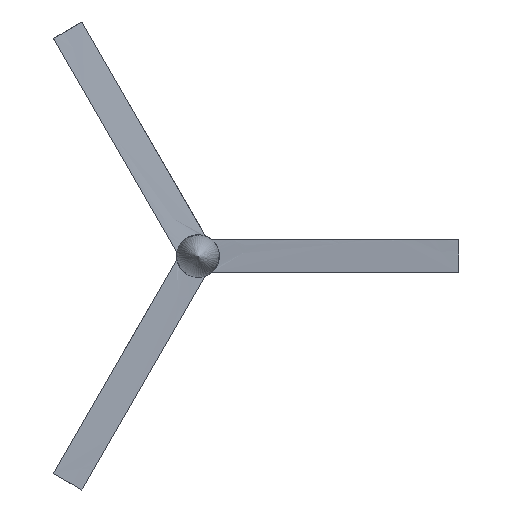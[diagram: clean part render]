
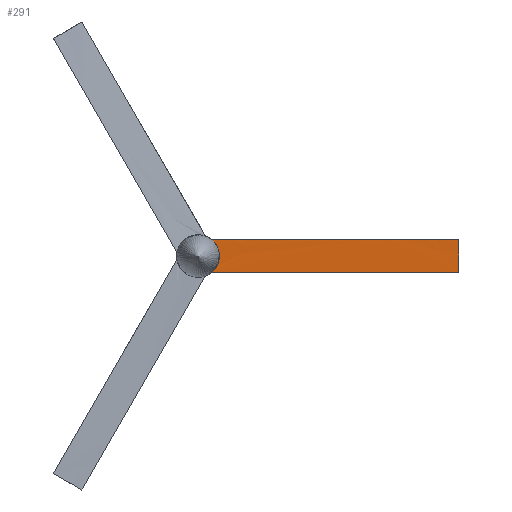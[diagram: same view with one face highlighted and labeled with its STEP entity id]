
A CAD part, front view. The second image highlights one B-rep face of the part: STEP entity #291.
In plain terms, the highlighted free-form (B-spline) face has degree [3, 1] with [10, 2] control points.
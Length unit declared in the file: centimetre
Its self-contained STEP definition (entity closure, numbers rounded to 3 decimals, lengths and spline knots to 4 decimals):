
#31=B_SPLINE_CURVE_WITH_KNOTS('',3,(#516,#517,#518,#519,#520,#521,#522,
#523,#524,#525,#526,#527,#528,#529,#530,#531,#532,#533,#534),
 .UNSPECIFIED.,.F.,.F.,(4,1,1,1,1,1,1,1,1,1,1,1,1,1,1,1,4),(0.,0.0022,
0.0032,0.0043,0.0054,0.0059,
0.0065,0.007,0.0075,0.0078,
0.0081,0.0082,0.0084,0.0085,
0.0086,0.0086,0.0086),
 .UNSPECIFIED.);
#32=B_SPLINE_CURVE_WITH_KNOTS('',3,(#536,#537,#538,#539,#540,#541,#542,
#543),.UNSPECIFIED.,.F.,.F.,(4,1,1,1,1,4),(0.,0.0018,0.0036,
0.0055,0.0064,0.0073),
 .UNSPECIFIED.);
#33=B_SPLINE_CURVE_WITH_KNOTS('',6,(#544,#545,#546,#547,#548,#549,#550),
 .UNSPECIFIED.,.F.,.F.,(7,7),(0.,1.),.PIECEWISE_BEZIER_KNOTS.);
#47=B_SPLINE_SURFACE_WITH_KNOTS('',3,1,((#496,#497),(#498,#499),(#500,#501),
(#502,#503),(#504,#505),(#506,#507),(#508,#509),(#510,#511),(#512,#513),
(#514,#515)),.SURF_OF_LINEAR_EXTRUSION.,.F.,.F.,.F.,(4,1,1,1,1,1,1,4),(2,
2),(0.,0.125,0.25,0.375,0.5,0.625,0.75,1.),(0.,1.),.UNSPECIFIED.);
#57=LINE('',#437,#69);
#58=LINE('',#487,#70);
#69=VECTOR('',#376,100.);
#70=VECTOR('',#377,100.);
#88=ORIENTED_EDGE('',*,*,#165,.F.);
#89=ORIENTED_EDGE('',*,*,#166,.T.);
#90=ORIENTED_EDGE('',*,*,#160,.F.);
#91=ORIENTED_EDGE('',*,*,#167,.F.);
#92=ORIENTED_EDGE('',*,*,#163,.T.);
#160=EDGE_CURVE('',#199,#197,#57,.T.);
#163=EDGE_CURVE('',#202,#201,#58,.T.);
#165=EDGE_CURVE('',#203,#201,#31,.T.);
#166=EDGE_CURVE('',#203,#197,#32,.T.);
#167=EDGE_CURVE('',#202,#199,#33,.T.);
#197=VERTEX_POINT('',#432);
#199=VERTEX_POINT('',#436);
#201=VERTEX_POINT('',#486);
#202=VERTEX_POINT('',#488);
#203=VERTEX_POINT('',#535);
#231=EDGE_LOOP('',(#88,#89,#90,#91,#92));
#255=FACE_BOUND('',#231,.T.);
#291=ADVANCED_FACE('',(#255),#47,.F.);
#376=DIRECTION('',(-1.,0.,0.));
#377=DIRECTION('',(-1.,0.,0.));
#432=CARTESIAN_POINT('',(0.5665,-12.2904,11.6344));
#436=CARTESIAN_POINT('',(11.,-12.2904,11.6344));
#437=CARTESIAN_POINT('',(11.,-12.2904,11.6344));
#486=CARTESIAN_POINT('',(0.5697,-12.4069,13.0299));
#487=CARTESIAN_POINT('',(11.,-12.4069,13.0299));
#488=CARTESIAN_POINT('',(11.,-12.4069,13.0299));
#496=CARTESIAN_POINT('',(11.,-12.4069,13.0299));
#497=CARTESIAN_POINT('',(0.5039,-12.4069,13.0299));
#498=CARTESIAN_POINT('',(11.,-12.4085,13.0297));
#499=CARTESIAN_POINT('',(0.5039,-12.4085,13.0297));
#500=CARTESIAN_POINT('',(11.,-12.4082,13.0026));
#501=CARTESIAN_POINT('',(0.5039,-12.4082,13.0026));
#502=CARTESIAN_POINT('',(11.,-12.4007,12.9103));
#503=CARTESIAN_POINT('',(0.5039,-12.4007,12.9103));
#504=CARTESIAN_POINT('',(11.,-12.3864,12.765));
#505=CARTESIAN_POINT('',(0.5039,-12.3864,12.765));
#506=CARTESIAN_POINT('',(11.,-12.3649,12.5603));
#507=CARTESIAN_POINT('',(0.5039,-12.3649,12.5603));
#508=CARTESIAN_POINT('',(11.,-12.3372,12.3008));
#509=CARTESIAN_POINT('',(0.5039,-12.3372,12.3008));
#510=CARTESIAN_POINT('',(11.,-12.2985,11.9196));
#511=CARTESIAN_POINT('',(0.5039,-12.2985,11.9196));
#512=CARTESIAN_POINT('',(11.,-12.2796,11.6707));
#513=CARTESIAN_POINT('',(0.5039,-12.2796,11.6707));
#514=CARTESIAN_POINT('',(11.,-12.2904,11.6344));
#515=CARTESIAN_POINT('',(0.5039,-12.2904,11.6344));
#516=CARTESIAN_POINT('',(0.8974,-12.3337,12.2651));
#517=CARTESIAN_POINT('',(0.9029,-12.3412,12.3373));
#518=CARTESIAN_POINT('',(0.8982,-12.3525,12.4443));
#519=CARTESIAN_POINT('',(0.8662,-12.3675,12.5856));
#520=CARTESIAN_POINT('',(0.8298,-12.3782,12.6872));
#521=CARTESIAN_POINT('',(0.7899,-12.3865,12.7672));
#522=CARTESIAN_POINT('',(0.752,-12.3927,12.8286));
#523=CARTESIAN_POINT('',(0.7206,-12.397,12.8733));
#524=CARTESIAN_POINT('',(0.6867,-12.4009,12.9157));
#525=CARTESIAN_POINT('',(0.6563,-12.4038,12.9495));
#526=CARTESIAN_POINT('',(0.6307,-12.4058,12.9754));
#527=CARTESIAN_POINT('',(0.6142,-12.4069,12.9911));
#528=CARTESIAN_POINT('',(0.6007,-12.4076,13.0033));
#529=CARTESIAN_POINT('',(0.5905,-12.408,13.0124));
#530=CARTESIAN_POINT('',(0.582,-12.408,13.0197));
#531=CARTESIAN_POINT('',(0.5756,-12.4081,13.0251));
#532=CARTESIAN_POINT('',(0.5725,-12.4075,13.0276));
#533=CARTESIAN_POINT('',(0.5699,-12.408,13.0298));
#534=CARTESIAN_POINT('',(0.5697,-12.4069,13.0299));
#535=CARTESIAN_POINT('',(0.8974,-12.3337,12.2651));
#536=CARTESIAN_POINT('',(0.8974,-12.3337,12.2651));
#537=CARTESIAN_POINT('',(0.8927,-12.3274,12.2039));
#538=CARTESIAN_POINT('',(0.8713,-12.3153,12.0848));
#539=CARTESIAN_POINT('',(0.8026,-12.2996,11.9129));
#540=CARTESIAN_POINT('',(0.719,-12.2892,11.7864));
#541=CARTESIAN_POINT('',(0.6362,-12.2868,11.6949));
#542=CARTESIAN_POINT('',(0.5904,-12.2847,11.6537));
#543=CARTESIAN_POINT('',(0.5665,-12.2904,11.6344));
#544=CARTESIAN_POINT('',(11.,-12.4069,13.0299));
#545=CARTESIAN_POINT('',(11.,-12.4135,13.0292));
#546=CARTESIAN_POINT('',(11.,-12.3955,12.8478));
#547=CARTESIAN_POINT('',(11.,-12.3848,12.7202));
#548=CARTESIAN_POINT('',(11.,-12.3245,12.2047));
#549=CARTESIAN_POINT('',(11.,-12.2688,11.7071));
#550=CARTESIAN_POINT('',(11.,-12.2904,11.6344));
